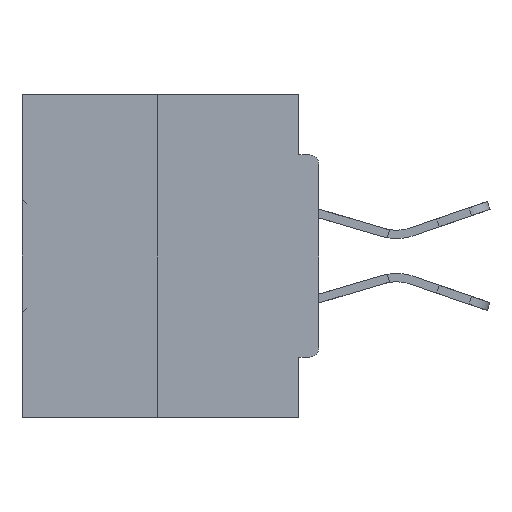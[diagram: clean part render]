
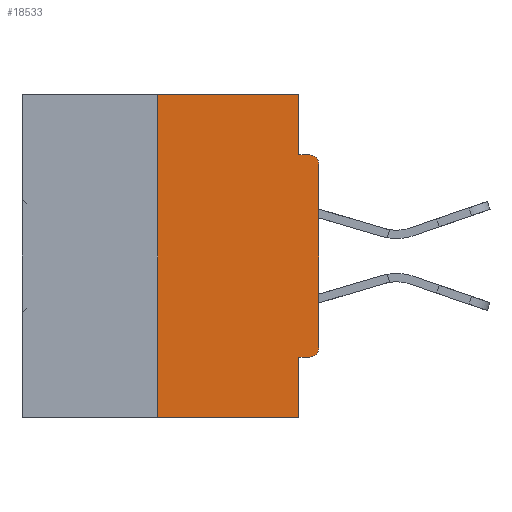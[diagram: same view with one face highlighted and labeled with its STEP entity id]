
A CAD part, left-side view. The second image highlights one B-rep face of the part: STEP entity #18533.
In plain terms, the highlighted planar face has unit normal (-1, 0, 0).
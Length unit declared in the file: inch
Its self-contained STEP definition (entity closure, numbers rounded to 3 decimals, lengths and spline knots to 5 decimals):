
#604 = ORIENTED_EDGE ( 'NONE', *, *, #3650, .F. ) ;
#2140 = PLANE ( 'NONE',  #12766 ) ;
#3009 = DIRECTION ( 'NONE',  ( 0., 0., -1. ) ) ;
#3062 = VERTEX_POINT ( 'NONE', #5421 ) ;
#3650 = EDGE_CURVE ( 'NONE', #3062, #15241, #44935, .T. ) ;
#4258 = AXIS2_PLACEMENT_3D ( 'NONE', #13627, #17761, #3009 ) ;
#4433 = CARTESIAN_POINT ( 'NONE',  ( 0., 0.25, -0.5 ) ) ;
#5232 = DIRECTION ( 'NONE',  ( 0., 0., -1. ) ) ;
#5421 = CARTESIAN_POINT ( 'NONE',  ( 0., 0.031, 0. ) ) ;
#5777 = DIRECTION ( 'NONE',  ( 1., 0., 0. ) ) ;
#5845 = ORIENTED_EDGE ( 'NONE', *, *, #9106, .T. ) ;
#6234 = EDGE_CURVE ( 'NONE', #46662, #32877, #14265, .T. ) ;
#6392 = CARTESIAN_POINT ( 'NONE',  ( 0., 0., -0.1085 ) ) ;
#6663 = DIRECTION ( 'NONE',  ( 0., -1., 0. ) ) ;
#7227 = CARTESIAN_POINT ( 'NONE',  ( 0., 0.031, -0.4065 ) ) ;
#7680 = DIRECTION ( 'NONE',  ( 0., 0., 1. ) ) ;
#8280 = CARTESIAN_POINT ( 'NONE',  ( 0., 0.015, -0.4065 ) ) ;
#8445 = CARTESIAN_POINT ( 'NONE',  ( 0., 0., -0.4065 ) ) ;
#8639 = VERTEX_POINT ( 'NONE', #8280 ) ;
#9106 = EDGE_CURVE ( 'NONE', #32877, #25245, #31997, .T. ) ;
#10294 = VECTOR ( 'NONE', #7680, 39.37008 ) ;
#11021 = VERTEX_POINT ( 'NONE', #24755 ) ;
#11344 = AXIS2_PLACEMENT_3D ( 'NONE', #11437, #22239, #40198 ) ;
#11437 = CARTESIAN_POINT ( 'NONE',  ( 0., 0.015, -0.3915 ) ) ;
#12273 = DIRECTION ( 'NONE',  ( 0., -1., 0. ) ) ;
#12532 = EDGE_CURVE ( 'NONE', #8639, #46662, #34970, .T. ) ;
#12578 = LINE ( 'NONE', #20916, #30248 ) ;
#12766 = AXIS2_PLACEMENT_3D ( 'NONE', #16241, #5777, #41327 ) ;
#12946 = CARTESIAN_POINT ( 'NONE',  ( 0., 0.25, 0. ) ) ;
#13263 = CARTESIAN_POINT ( 'NONE',  ( 0., 0.031, 0. ) ) ;
#13478 = VECTOR ( 'NONE', #33840, 39.37008 ) ;
#13627 = CARTESIAN_POINT ( 'NONE',  ( 0., 0.015, -0.1085 ) ) ;
#13979 = ORIENTED_EDGE ( 'NONE', *, *, #23404, .F. ) ;
#14265 = LINE ( 'NONE', #22437, #10294 ) ;
#14364 = DIRECTION ( 'NONE',  ( 0., 0., 1. ) ) ;
#14368 = VECTOR ( 'NONE', #5232, 39.37008 ) ;
#15241 = VERTEX_POINT ( 'NONE', #40952 ) ;
#15519 = CARTESIAN_POINT ( 'NONE',  ( 0., 0., -0.0935 ) ) ;
#16098 = CARTESIAN_POINT ( 'NONE',  ( 0., 0.46, 0. ) ) ;
#16241 = CARTESIAN_POINT ( 'NONE',  ( 0., 0.46, 0. ) ) ;
#17555 = DIRECTION ( 'NONE',  ( 0., 0., -1. ) ) ;
#17761 = DIRECTION ( 'NONE',  ( -1., 0., 0. ) ) ;
#18137 = LINE ( 'NONE', #15519, #28401 ) ;
#18152 = LINE ( 'NONE', #16098, #31285 ) ;
#18533 = ADVANCED_FACE ( 'NONE', ( #24238 ), #2140, .F. ) ;
#19297 = EDGE_LOOP ( 'NONE', ( #26556, #13979, #34106, #28351, #29342, #41087, #34756, #5845, #34343, #604 ) ) ;
#20637 = LINE ( 'NONE', #30185, #14368 ) ;
#20916 = CARTESIAN_POINT ( 'NONE',  ( 0., 0.25, 0. ) ) ;
#20942 = VERTEX_POINT ( 'NONE', #12946 ) ;
#22239 = DIRECTION ( 'NONE',  ( -1., 0., 0. ) ) ;
#22437 = CARTESIAN_POINT ( 'NONE',  ( 0., 0., 0. ) ) ;
#23404 = EDGE_CURVE ( 'NONE', #42743, #20942, #12578, .T. ) ;
#24238 = FACE_OUTER_BOUND ( 'NONE', #19297, .T. ) ;
#24755 = CARTESIAN_POINT ( 'NONE',  ( 0., 0.031, -0.5 ) ) ;
#25245 = VERTEX_POINT ( 'NONE', #26580 ) ;
#25361 = EDGE_CURVE ( 'NONE', #20942, #3062, #18152, .T. ) ;
#25595 = VECTOR ( 'NONE', #17555, 39.37008 ) ;
#26556 = ORIENTED_EDGE ( 'NONE', *, *, #25361, .F. ) ;
#26580 = CARTESIAN_POINT ( 'NONE',  ( 0., 0.015, -0.0935 ) ) ;
#28351 = ORIENTED_EDGE ( 'NONE', *, *, #39257, .F. ) ;
#28401 = VECTOR ( 'NONE', #45086, 39.37008 ) ;
#29342 = ORIENTED_EDGE ( 'NONE', *, *, #35385, .F. ) ;
#29466 = EDGE_CURVE ( 'NONE', #42743, #11021, #32567, .T. ) ;
#30185 = CARTESIAN_POINT ( 'NONE',  ( 0., 0.031, -0.5 ) ) ;
#30248 = VECTOR ( 'NONE', #14364, 39.37008 ) ;
#31091 = EDGE_CURVE ( 'NONE', #15241, #25245, #18137, .T. ) ;
#31285 = VECTOR ( 'NONE', #12273, 39.37008 ) ;
#31997 = CIRCLE ( 'NONE', #4258, 0.015 ) ;
#32567 = LINE ( 'NONE', #45760, #43881 ) ;
#32877 = VERTEX_POINT ( 'NONE', #6392 ) ;
#33840 = DIRECTION ( 'NONE',  ( 0., 1., 0. ) ) ;
#34106 = ORIENTED_EDGE ( 'NONE', *, *, #29466, .T. ) ;
#34343 = ORIENTED_EDGE ( 'NONE', *, *, #31091, .F. ) ;
#34756 = ORIENTED_EDGE ( 'NONE', *, *, #6234, .T. ) ;
#34917 = CARTESIAN_POINT ( 'NONE',  ( 0., 0., -0.3915 ) ) ;
#34970 = CIRCLE ( 'NONE', #11344, 0.015 ) ;
#35385 = EDGE_CURVE ( 'NONE', #8639, #36217, #37950, .T. ) ;
#36217 = VERTEX_POINT ( 'NONE', #7227 ) ;
#37950 = LINE ( 'NONE', #8445, #13478 ) ;
#39257 = EDGE_CURVE ( 'NONE', #36217, #11021, #20637, .T. ) ;
#40198 = DIRECTION ( 'NONE',  ( 0., 0., -1. ) ) ;
#40952 = CARTESIAN_POINT ( 'NONE',  ( 0., 0.031, -0.0935 ) ) ;
#41087 = ORIENTED_EDGE ( 'NONE', *, *, #12532, .T. ) ;
#41327 = DIRECTION ( 'NONE',  ( 0., 0., -1. ) ) ;
#42743 = VERTEX_POINT ( 'NONE', #4433 ) ;
#43881 = VECTOR ( 'NONE', #6663, 39.37008 ) ;
#44935 = LINE ( 'NONE', #13263, #25595 ) ;
#45086 = DIRECTION ( 'NONE',  ( 0., -1., 0. ) ) ;
#45760 = CARTESIAN_POINT ( 'NONE',  ( 0., 0.46, -0.5 ) ) ;
#46662 = VERTEX_POINT ( 'NONE', #34917 ) ;
